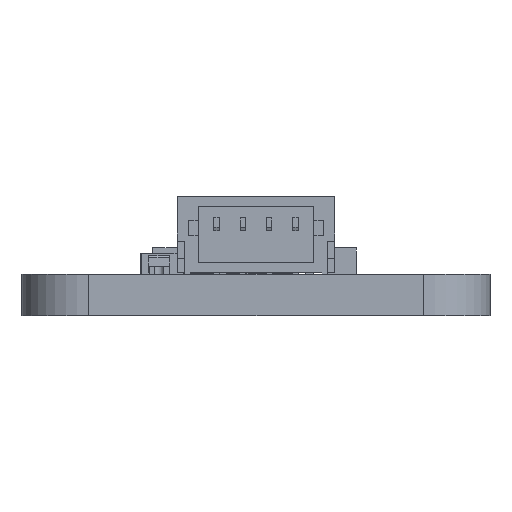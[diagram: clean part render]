
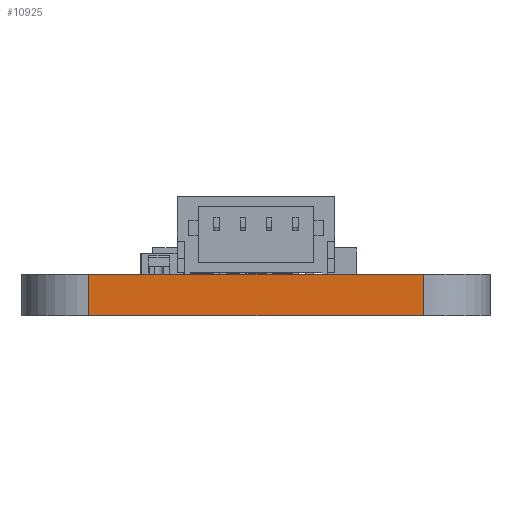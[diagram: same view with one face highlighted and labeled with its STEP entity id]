
A CAD part, left-side view. The second image highlights one B-rep face of the part: STEP entity #10925.
In plain terms, the highlighted planar face has unit normal (-1, 0, 0).
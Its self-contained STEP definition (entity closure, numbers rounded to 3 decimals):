
#204=PLANE('',#11704);
#736=FACE_OUTER_BOUND('',#1325,.T.);
#1325=EDGE_LOOP('',(#7520,#7521,#7522,#7523));
#2004=LINE('',#15513,#3363);
#2005=LINE('',#15516,#3364);
#2006=LINE('',#15518,#3365);
#2007=LINE('',#15519,#3366);
#3363=VECTOR('',#12619,10.);
#3364=VECTOR('',#12622,10.);
#3365=VECTOR('',#12623,10.);
#3366=VECTOR('',#12624,10.);
#4915=VERTEX_POINT('',#15509);
#4916=VERTEX_POINT('',#15511);
#4917=VERTEX_POINT('',#15515);
#4918=VERTEX_POINT('',#15517);
#5954=EDGE_CURVE('',#4915,#4916,#2004,.T.);
#5955=EDGE_CURVE('',#4917,#4915,#2005,.T.);
#5956=EDGE_CURVE('',#4918,#4916,#2006,.T.);
#5957=EDGE_CURVE('',#4917,#4918,#2007,.T.);
#7520=ORIENTED_EDGE('',*,*,#5955,.T.);
#7521=ORIENTED_EDGE('',*,*,#5954,.T.);
#7522=ORIENTED_EDGE('',*,*,#5956,.F.);
#7523=ORIENTED_EDGE('',*,*,#5957,.F.);
#10925=ADVANCED_FACE('',(#736),#204,.T.);
#11704=AXIS2_PLACEMENT_3D('',#15514,#12620,#12621);
#12619=DIRECTION('',(0.,0.,1.));
#12620=DIRECTION('center_axis',(-1.,0.,0.));
#12621=DIRECTION('ref_axis',(0.,-1.,0.));
#12622=DIRECTION('',(0.,-1.,0.));
#12623=DIRECTION('',(0.,-1.,0.));
#12624=DIRECTION('',(0.,0.,1.));
#15509=CARTESIAN_POINT('',(0.,2.54,0.));
#15511=CARTESIAN_POINT('',(0.,2.54,1.57));
#15513=CARTESIAN_POINT('',(0.,2.54,0.));
#15514=CARTESIAN_POINT('Origin',(0.,15.24,0.));
#15515=CARTESIAN_POINT('',(0.,15.24,0.));
#15516=CARTESIAN_POINT('',(0.,15.24,0.));
#15517=CARTESIAN_POINT('',(0.,15.24,1.57));
#15518=CARTESIAN_POINT('',(0.,15.24,1.57));
#15519=CARTESIAN_POINT('',(0.,15.24,0.));
